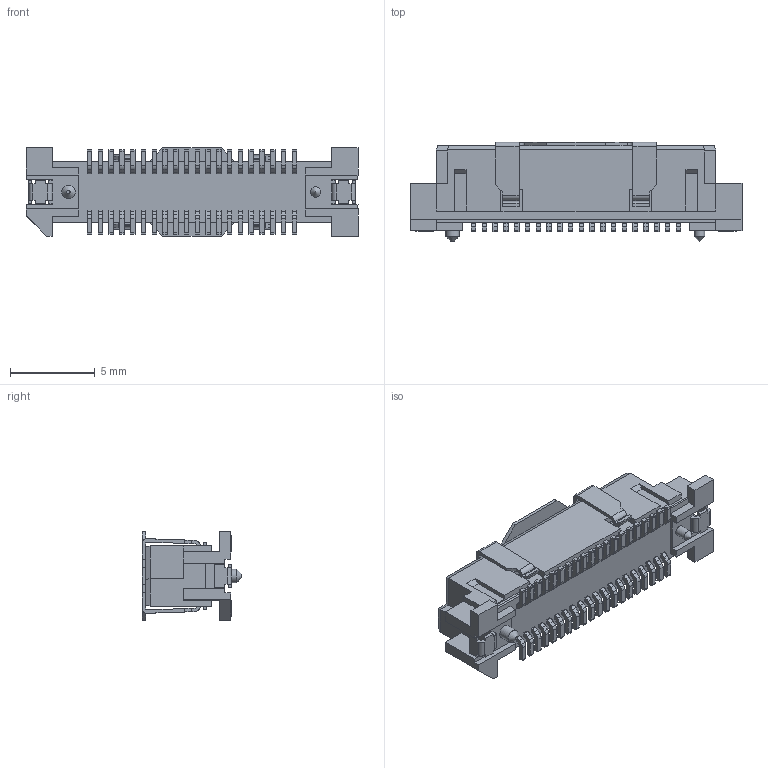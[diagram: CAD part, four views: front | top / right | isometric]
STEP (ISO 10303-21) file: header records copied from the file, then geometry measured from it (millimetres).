
FILE_DESCRIPTION(/* description */ ('STEP AP214'),/* implementation_level */ '2;1');
FILE_NAME(/* name */ '550910474',/* time_stamp */ '2022-12-01T11:15:57+01:00',/* author */ ('License CC BY-ND 4.0'),/* organization */ ('CADENAS'),/* preprocessor_version */ 'ST-DEVELOPER v18.102',/* originating_system */ 'PARTsolutions',/* authorisation */ ' ');
FILE_SCHEMA (('AUTOMOTIVE_DESIGN {1 0 10303 214 3 1 1}'));
Length unit declared in the file: millimetre
Products named in the file (2): 550910474; 550910474_PART1
Assembly tree (1 placements, depth 2):
  550910474
    550910474_PART1
Bounding box: 19.57 x 5.85 x 5.2 mm (x, y, z)
Volume: 187.5 mm3; surface area: 791.6 mm2
Topology: 1 solids, 1 shells, 1268 faces, 3577 edges, 2342 vertices
Faces by surface type: plane 1068, cylinder 198, cone 2
Full cylindrical faces by diameter (mm): 0.6 x1, 0.8 x1
Entity records: 40355 total; most frequent: CARTESIAN_POINT 7180, ORIENTED_EDGE 7140, DIRECTION 6511, EDGE_CURVE 3570, LINE 3169, VECTOR 3169, VERTEX_POINT 2340, AXIS2_PLACEMENT_3D 1671
